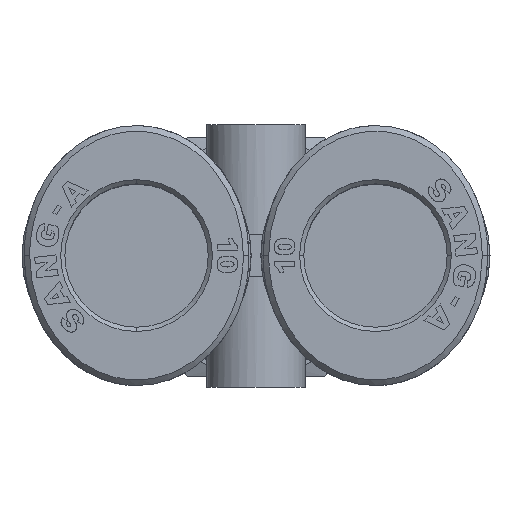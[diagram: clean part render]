
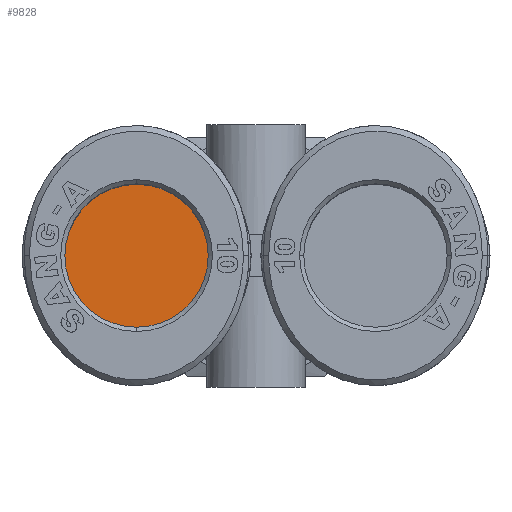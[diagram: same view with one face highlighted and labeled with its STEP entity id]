
A CAD part, top view. The second image highlights one B-rep face of the part: STEP entity #9828.
In plain terms, the highlighted face is planar.
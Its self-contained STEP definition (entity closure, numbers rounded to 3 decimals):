
#2025 = AXIS2_PLACEMENT_3D ( 'NONE', #9851, #27244, #12359 ) ;
#2502 = DIRECTION ( 'NONE',  ( 0., 0., 1. ) ) ;
#3738 = AXIS2_PLACEMENT_3D ( 'NONE', #4527, #9518, #9727 ) ;
#4527 = CARTESIAN_POINT ( 'NONE',  ( -3.633, 0., 0. ) ) ;
#7277 = CARTESIAN_POINT ( 'NONE',  ( -3.633, 0., 5.1 ) ) ;
#8000 = CIRCLE ( 'NONE', #14788, 5.1 ) ;
#9518 = DIRECTION ( 'NONE',  ( 1., 0., 0. ) ) ;
#9659 = CARTESIAN_POINT ( 'NONE',  ( -3.633, 0., 0. ) ) ;
#9727 = DIRECTION ( 'NONE',  ( 0., 0., 1. ) ) ;
#9828 = ADVANCED_FACE ( 'NONE', ( #32104 ), #32252, .F. ) ;
#9851 = CARTESIAN_POINT ( 'NONE',  ( -3.633, 0., 0. ) ) ;
#11050 = CARTESIAN_POINT ( 'NONE',  ( -3.633, 0., -5.1 ) ) ;
#12359 = DIRECTION ( 'NONE',  ( 0., 0., 1. ) ) ;
#13582 = VERTEX_POINT ( 'NONE', #7277 ) ;
#14100 = EDGE_LOOP ( 'NONE', ( #27048, #32238 ) ) ;
#14788 = AXIS2_PLACEMENT_3D ( 'NONE', #9659, #19904, #2502 ) ;
#17105 = VERTEX_POINT ( 'NONE', #11050 ) ;
#18412 = EDGE_CURVE ( 'NONE', #13582, #17105, #8000, .T. ) ;
#19904 = DIRECTION ( 'NONE',  ( 1., 0., 0. ) ) ;
#22416 = CIRCLE ( 'NONE', #3738, 5.1 ) ;
#24056 = EDGE_CURVE ( 'NONE', #17105, #13582, #22416, .T. ) ;
#27048 = ORIENTED_EDGE ( 'NONE', *, *, #18412, .T. ) ;
#27244 = DIRECTION ( 'NONE',  ( -1., 0., 0. ) ) ;
#32104 = FACE_OUTER_BOUND ( 'NONE', #14100, .T. ) ;
#32238 = ORIENTED_EDGE ( 'NONE', *, *, #24056, .T. ) ;
#32252 = PLANE ( 'NONE',  #2025 ) ;
